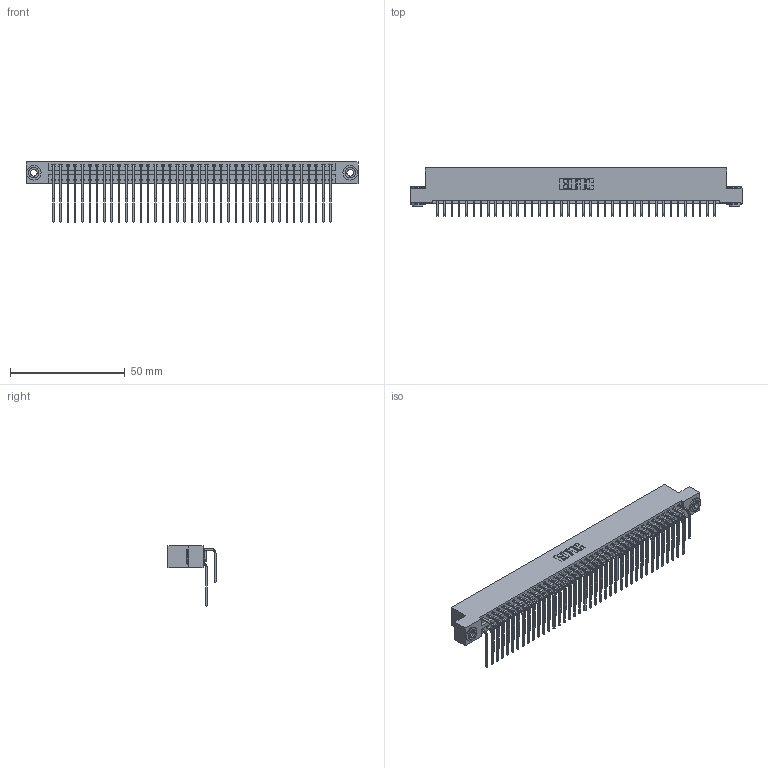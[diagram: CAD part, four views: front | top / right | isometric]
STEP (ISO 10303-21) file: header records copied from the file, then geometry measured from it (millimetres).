
FILE_DESCRIPTION (( 'STEP AP203' ), '1' );
FILE_NAME ('396-078-559-203.STEP', '2019-11-03T12:24:09', ( '' ), ( '' ), 'SwSTEP 2.0', 'SolidWorks 2016', '' );
FILE_SCHEMA (( 'CONFIG_CONTROL_DESIGN' ));
Length unit declared in the file: inch
Products named in the file (5): 345-292-001_559 Tail - 2; 396-078-559-203; 345-250-002_345-250-002-102; 345-292-001_558 559 Tail - 1; 346 Part_Flush Mounting Lugs - 0.156 Dia-TH
Assembly tree (81 placements, depth 2):
  396-078-559-203
    346 Part_Flush Mounting Lugs - 0.156 Dia-TH
    345-292-001_558 559 Tail - 1  x39
    345-292-001_559 Tail - 2  x39
    345-250-002_345-250-002-102  x2
Bounding box: 144.4 x 20.89 x 26.16 mm (x, y, z)
Volume: 14526.7 mm3; surface area: 22293.6 mm2
Topology: 81 solids, 81 shells, 4372 faces, 12963 edges, 8534 vertices
Faces by surface type: plane 2972, cylinder 1392, cone 8
Entity records: 28290 total; most frequent: CARTESIAN_POINT 4694, ORIENTED_EDGE 4570, DIRECTION 4191, EDGE_CURVE 2285, LINE 1933, VECTOR 1933, VERTEX_POINT 1518, AXIS2_PLACEMENT_3D 1129
